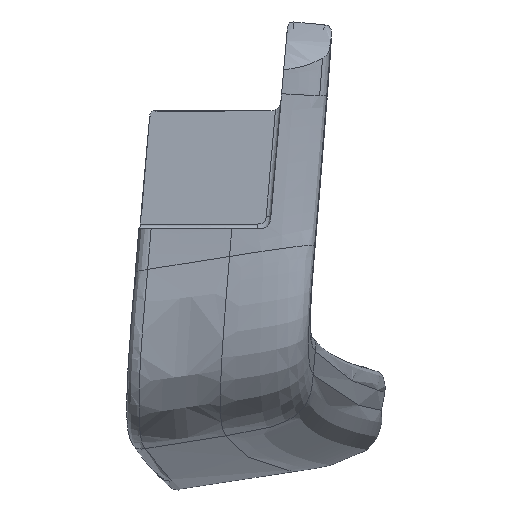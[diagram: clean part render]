
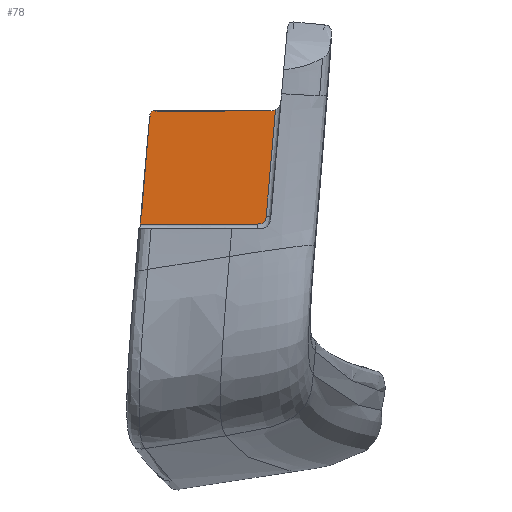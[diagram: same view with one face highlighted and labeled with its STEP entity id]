
A CAD part, front view. The second image highlights one B-rep face of the part: STEP entity #78.
In plain terms, the highlighted planar face has unit normal (0, -1, 0).
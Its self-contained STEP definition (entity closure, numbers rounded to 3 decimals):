
#78=ADVANCED_FACE('',(#199),#1747,.T.);
#199=FACE_OUTER_BOUND('',#320,.T.);
#320=EDGE_LOOP('',(#681,#682,#683,#684,#685,#686,#687,#688));
#681=ORIENTED_EDGE('',*,*,#1143,.T.);
#682=ORIENTED_EDGE('',*,*,#1145,.F.);
#683=ORIENTED_EDGE('',*,*,#1176,.F.);
#684=ORIENTED_EDGE('',*,*,#1148,.F.);
#685=ORIENTED_EDGE('',*,*,#1149,.F.);
#686=ORIENTED_EDGE('',*,*,#1147,.F.);
#687=ORIENTED_EDGE('',*,*,#1146,.T.);
#688=ORIENTED_EDGE('',*,*,#1178,.F.);
#1143=EDGE_CURVE('',#1679,#1680,#1440,.T.);
#1145=EDGE_CURVE('',#1681,#1680,#1442,.T.);
#1146=EDGE_CURVE('',#1686,#1682,#1443,.T.);
#1147=EDGE_CURVE('',#1686,#1684,#1444,.T.);
#1148=EDGE_CURVE('',#1685,#1683,#1445,.T.);
#1149=EDGE_CURVE('',#1684,#1685,#1446,.T.);
#1176=EDGE_CURVE('',#1683,#1681,#1473,.T.);
#1178=EDGE_CURVE('',#1679,#1682,#1475,.T.);
#1440=B_SPLINE_CURVE_WITH_KNOTS('',1,(#16244,#16245),.UNSPECIFIED.,.F.,
 .F.,(2,2),(-100.029,0.),.UNSPECIFIED.);
#1442=B_SPLINE_CURVE_WITH_KNOTS('',7,(#16254,#16255,#16256,#16257,#16258,
#16259,#16260,#16261,#16262,#16263,#16264,#16265,#16266,#16267,#16268),
 .UNSPECIFIED.,.F.,.F.,(8,1,1,1,1,1,1,1,8),(-18.041,-15.786,
-13.531,-11.276,-9.02,-6.765,
-4.51,-2.255,0.),.UNSPECIFIED.);
#1443=B_SPLINE_CURVE_WITH_KNOTS('',3,(#16269,#16270,#16271,#16272),
 .UNSPECIFIED.,.F.,.F.,(4,4),(-491.284,-482.356),
 .UNSPECIFIED.);
#1444=B_SPLINE_CURVE_WITH_KNOTS('',3,(#16273,#16274,#16275,#16276,#16277,
#16278,#16279,#16280,#16281,#16282,#16283),.UNSPECIFIED.,.F.,.F.,(4,2,3,
2,4),(491.284,493.229,495.216,497.197,
499.135),.UNSPECIFIED.);
#1445=B_SPLINE_CURVE_WITH_KNOTS('',3,(#16284,#16285,#16286,#16287,#16288,
#16289,#16290,#16291),.UNSPECIFIED.,.F.,.F.,(4,2,2,4),(595.515,
597.552,599.651,601.609),.UNSPECIFIED.);
#1446=B_SPLINE_CURVE_WITH_KNOTS('',1,(#16292,#16293),.UNSPECIFIED.,.F.,
 .F.,(2,2),(484.02,580.4),.UNSPECIFIED.);
#1473=B_SPLINE_CURVE_WITH_KNOTS('',1,(#16784,#16785),.UNSPECIFIED.,.F.,
 .F.,(2,2),(105.949,196.804),.UNSPECIFIED.);
#1475=B_SPLINE_CURVE_WITH_KNOTS('',1,(#16788,#16789),.UNSPECIFIED.,.F.,
 .F.,(2,2),(398.972,482.356),.UNSPECIFIED.);
#1679=VERTEX_POINT('',#14191);
#1680=VERTEX_POINT('',#14192);
#1681=VERTEX_POINT('',#14193);
#1682=VERTEX_POINT('',#14194);
#1683=VERTEX_POINT('',#14195);
#1684=VERTEX_POINT('',#14196);
#1685=VERTEX_POINT('',#14197);
#1686=VERTEX_POINT('',#14198);
#1747=PLANE('',#1956);
#1956=AXIS2_PLACEMENT_3D('',#7532,#1970,$);
#1970=DIRECTION('',(0.,-1.,0.));
#7532=CARTESIAN_POINT('',(2651.62,-600.,529.277));
#14191=CARTESIAN_POINT('',(2871.041,-600.,323.5));
#14192=CARTESIAN_POINT('',(2971.07,-600.,323.5));
#14193=CARTESIAN_POINT('',(2978.496,-600.,330.305));
#14194=CARTESIAN_POINT('',(2878.308,-600.,406.567));
#14195=CARTESIAN_POINT('',(2986.415,-600.,420.815));
#14196=CARTESIAN_POINT('',(2884.02,-600.,420.));
#14197=CARTESIAN_POINT('',(2980.4,-600.,420.));
#14198=CARTESIAN_POINT('',(2879.087,-600.,415.461));
#16244=CARTESIAN_POINT('',(2871.041,-600.,323.5));
#16245=CARTESIAN_POINT('',(2971.07,-600.,323.5));
#16254=CARTESIAN_POINT('',(2978.496,-600.,330.305));
#16255=CARTESIAN_POINT('',(2978.471,-600.,330.017));
#16256=CARTESIAN_POINT('',(2978.421,-600.,329.467));
#16257=CARTESIAN_POINT('',(2978.357,-600.,328.668));
#16258=CARTESIAN_POINT('',(2978.193,-600.,327.814));
#16259=CARTESIAN_POINT('',(2978.022,-600.,327.084));
#16260=CARTESIAN_POINT('',(2977.498,-600.,325.846));
#16261=CARTESIAN_POINT('',(2976.642,-600.,324.939));
#16262=CARTESIAN_POINT('',(2975.641,-600.,324.126));
#16263=CARTESIAN_POINT('',(2974.41,-600.,323.719));
#16264=CARTESIAN_POINT('',(2973.631,-600.,323.586));
#16265=CARTESIAN_POINT('',(2972.748,-600.,323.498));
#16266=CARTESIAN_POINT('',(2971.93,-600.,323.501));
#16267=CARTESIAN_POINT('',(2971.365,-600.,323.5));
#16268=CARTESIAN_POINT('',(2971.07,-600.,323.5));
#16269=CARTESIAN_POINT('',(2879.087,-600.,415.461));
#16270=CARTESIAN_POINT('',(2878.827,-600.,412.497));
#16271=CARTESIAN_POINT('',(2878.568,-600.,409.532));
#16272=CARTESIAN_POINT('',(2878.308,-600.,406.567));
#16273=CARTESIAN_POINT('',(2879.087,-600.,415.461));
#16274=CARTESIAN_POINT('',(2879.144,-600.,416.103));
#16275=CARTESIAN_POINT('',(2879.193,-600.,416.753));
#16276=CARTESIAN_POINT('',(2879.554,-600.,418.014));
#16277=CARTESIAN_POINT('',(2879.863,-600.,418.59));
#16278=CARTESIAN_POINT('',(2880.356,-600.,419.044));
#16279=CARTESIAN_POINT('',(2880.848,-600.,419.497));
#16280=CARTESIAN_POINT('',(2881.444,-600.,419.756));
#16281=CARTESIAN_POINT('',(2882.729,-600.,420.008));
#16282=CARTESIAN_POINT('',(2883.377,-600.,420.));
#16283=CARTESIAN_POINT('',(2884.02,-600.,420.));
#16284=CARTESIAN_POINT('',(2980.4,-600.,420.));
#16285=CARTESIAN_POINT('',(2981.078,-600.,420.));
#16286=CARTESIAN_POINT('',(2981.812,-600.,419.997));
#16287=CARTESIAN_POINT('',(2983.189,-600.,420.057));
#16288=CARTESIAN_POINT('',(2983.879,-600.,420.122));
#16289=CARTESIAN_POINT('',(2985.207,-600.,420.38));
#16290=CARTESIAN_POINT('',(2985.827,-600.,420.563));
#16291=CARTESIAN_POINT('',(2986.415,-600.,420.815));
#16292=CARTESIAN_POINT('',(2884.02,-600.,420.));
#16293=CARTESIAN_POINT('',(2980.4,-600.,420.));
#16784=CARTESIAN_POINT('',(2986.415,-600.,420.815));
#16785=CARTESIAN_POINT('',(2978.496,-600.,330.305));
#16788=CARTESIAN_POINT('',(2871.041,-600.,323.5));
#16789=CARTESIAN_POINT('',(2878.308,-600.,406.567));
